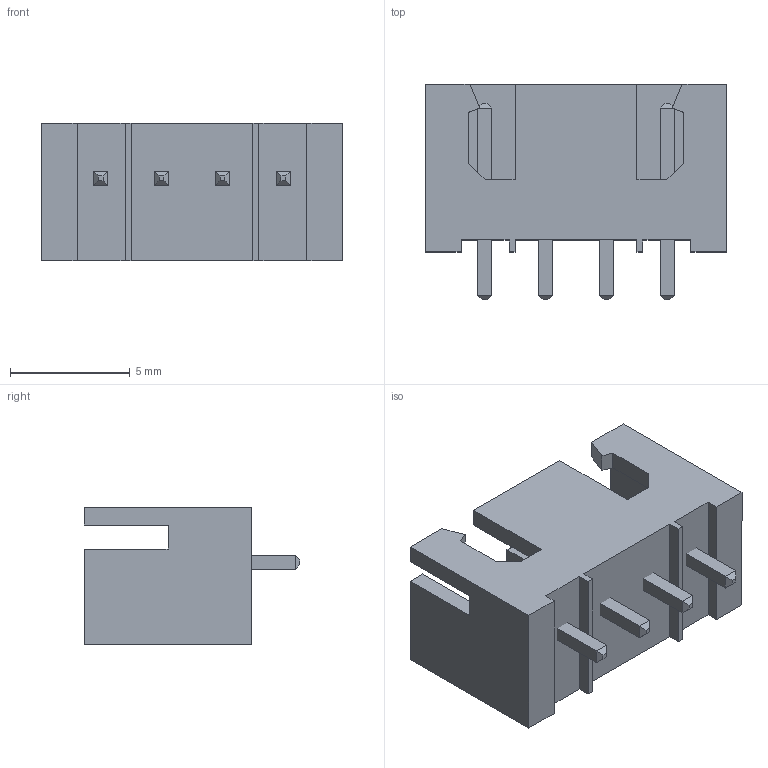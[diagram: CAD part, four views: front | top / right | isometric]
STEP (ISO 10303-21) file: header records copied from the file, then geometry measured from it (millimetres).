
FILE_DESCRIPTION (( 'STEP AP214' ), '1' );
FILE_NAME ('1005-003.STEP', '2022-08-18T14:49:30', ( '' ), ( '' ), 'SwSTEP 2.0', 'SolidWorks 2021', '' );
FILE_SCHEMA (( 'AUTOMOTIVE_DESIGN' ));
Length unit declared in the file: millimetre
Products named in the file (1): 1005-003
Bounding box: 12.58 x 9 x 5.75 mm (x, y, z)
Volume: 240.2 mm3; surface area: 621.2 mm2
Topology: 5 solids, 5 shells, 98 faces, 232 edges, 144 vertices
Faces by surface type: plane 98
Entity records: 3285 total; most frequent: CARTESIAN_POINT 475, ORIENTED_EDGE 464, DIRECTION 430, LINE 232, VECTOR 232, EDGE_CURVE 232, VERTEX_POINT 144, AXIS2_PLACEMENT_3D 99
